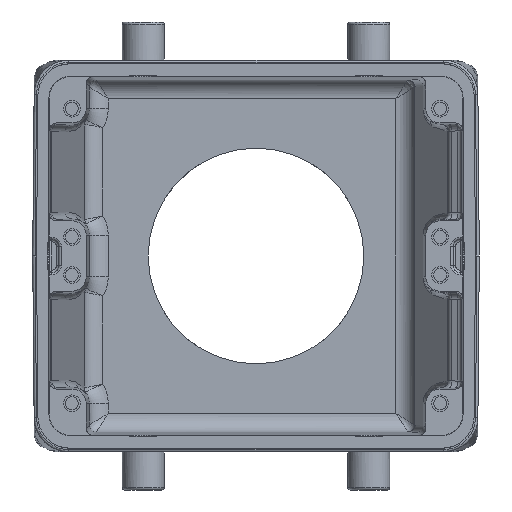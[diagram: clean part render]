
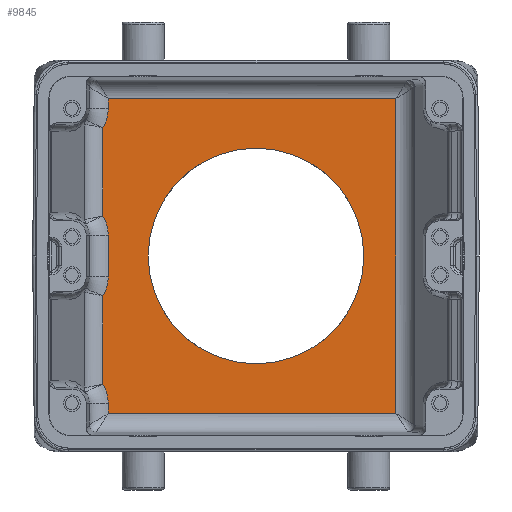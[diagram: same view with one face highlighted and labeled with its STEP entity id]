
A CAD part, front view. The second image highlights one B-rep face of the part: STEP entity #9845.
In plain terms, the highlighted planar face has unit normal (0, -1, 0).
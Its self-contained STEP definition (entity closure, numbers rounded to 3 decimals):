
#1203=CARTESIAN_POINT('',(-38.75,40.,-31.));
#1204=DIRECTION('',(0.,-1.,0.));
#1205=DIRECTION('',(1.,0.,0.));
#1206=AXIS2_PLACEMENT_3D('',#1203,#1204,#1205);
#1208=CARTESIAN_POINT('',(-38.75,40.,-4.4));
#1209=DIRECTION('',(0.,-1.,0.));
#1210=DIRECTION('',(0.853,0.,-0.521));
#1211=AXIS2_PLACEMENT_3D('',#1208,#1209,#1210);
#1213=CARTESIAN_POINT('',(-38.75,40.,4.4));
#1214=DIRECTION('',(0.,-1.,0.));
#1215=DIRECTION('',(1.,0.,0.));
#1216=AXIS2_PLACEMENT_3D('',#1213,#1214,#1215);
#1218=CARTESIAN_POINT('',(-38.75,40.,31.));
#1219=DIRECTION('',(0.,-1.,0.));
#1220=DIRECTION('',(0.853,0.,-0.521));
#1221=AXIS2_PLACEMENT_3D('',#1218,#1219,#1220);
#1223=CARTESIAN_POINT('',(0.,40.,0.));
#1224=DIRECTION('',(0.,-1.,0.));
#1225=DIRECTION('',(1.,0.,0.));
#1226=AXIS2_PLACEMENT_3D('',#1223,#1224,#1225);
#1228=CARTESIAN_POINT('',(0.,40.,0.));
#1229=DIRECTION('',(0.,-1.,0.));
#1230=DIRECTION('',(-1.,0.,0.));
#1231=AXIS2_PLACEMENT_3D('',#1228,#1229,#1230);
#1248=DIRECTION('',(-1.,0.,0.));
#1249=VECTOR('',#1248,60.552);
#1250=CARTESIAN_POINT('',(29.448,40.,33.104));
#1251=LINE('',#1250,#1249);
#1281=DIRECTION('',(0.,0.,1.));
#1282=VECTOR('',#1281,66.208);
#1283=CARTESIAN_POINT('',(29.448,40.,-33.104));
#1284=LINE('',#1283,#1282);
#1314=DIRECTION('',(1.,0.,0.));
#1315=VECTOR('',#1314,60.552);
#1316=CARTESIAN_POINT('',(-31.104,40.,-33.104));
#1317=LINE('',#1316,#1315);
#3119=DIRECTION('',(0.,0.,-1.));
#3120=VECTOR('',#3119,8.8);
#3121=CARTESIAN_POINT('',(-31.104,40.,4.4));
#3122=LINE('',#3121,#3120);
#3447=DIRECTION('',(0.,0.,-1.));
#3448=VECTOR('',#3447,2.104);
#3449=CARTESIAN_POINT('',(-31.104,40.,-31.));
#3450=LINE('',#3449,#3448);
#3518=DIRECTION('',(0.,0.,-1.));
#3519=VECTOR('',#3518,18.63);
#3520=CARTESIAN_POINT('',(-32.225,40.,-8.385));
#3521=LINE('',#3520,#3519);
#3714=DIRECTION('',(0.,0.,-1.));
#3715=VECTOR('',#3714,18.63);
#3716=CARTESIAN_POINT('',(-32.225,40.,27.015));
#3717=LINE('',#3716,#3715);
#3729=DIRECTION('',(0.,0.,-1.));
#3730=VECTOR('',#3729,2.104);
#3731=CARTESIAN_POINT('',(-31.104,40.,33.104));
#3732=LINE('',#3731,#3730);
#7080=CARTESIAN_POINT('',(-22.7,40.,0.));
#7081=VERTEX_POINT('',#7080);
#7082=CARTESIAN_POINT('',(22.7,40.,0.));
#7083=VERTEX_POINT('',#7082);
#7084=CARTESIAN_POINT('',(29.448,40.,33.104));
#7085=CARTESIAN_POINT('',(-31.104,40.,33.104));
#7086=VERTEX_POINT('',#7084);
#7087=VERTEX_POINT('',#7085);
#7088=CARTESIAN_POINT('',(29.448,40.,-33.104));
#7089=VERTEX_POINT('',#7088);
#7090=CARTESIAN_POINT('',(-31.104,40.,-33.104));
#7091=VERTEX_POINT('',#7090);
#7092=CARTESIAN_POINT('',(-31.104,40.,-31.));
#7093=VERTEX_POINT('',#7092);
#7094=CARTESIAN_POINT('',(-32.225,40.,-27.015));
#7095=VERTEX_POINT('',#7094);
#7096=CARTESIAN_POINT('',(-32.225,40.,-8.385));
#7097=VERTEX_POINT('',#7096);
#7098=CARTESIAN_POINT('',(-31.104,40.,-4.4));
#7099=VERTEX_POINT('',#7098);
#7100=CARTESIAN_POINT('',(-31.104,40.,4.4));
#7101=VERTEX_POINT('',#7100);
#7102=CARTESIAN_POINT('',(-32.225,40.,8.385));
#7103=VERTEX_POINT('',#7102);
#7104=CARTESIAN_POINT('',(-32.225,40.,27.015));
#7105=VERTEX_POINT('',#7104);
#7106=CARTESIAN_POINT('',(-31.104,40.,31.));
#7107=VERTEX_POINT('',#7106);
#9810=CARTESIAN_POINT('',(32.925,40.,-37.75));
#9811=DIRECTION('',(0.,1.,0.));
#9812=DIRECTION('',(-1.,0.,0.));
#9813=AXIS2_PLACEMENT_3D('',#9810,#9811,#9812);
#9814=PLANE('',#9813);
#9816=ORIENTED_EDGE('',*,*,#9815,.F.);
#9818=ORIENTED_EDGE('',*,*,#9817,.F.);
#9820=ORIENTED_EDGE('',*,*,#9819,.F.);
#9822=ORIENTED_EDGE('',*,*,#9821,.F.);
#9824=ORIENTED_EDGE('',*,*,#9823,.T.);
#9826=ORIENTED_EDGE('',*,*,#9825,.F.);
#9828=ORIENTED_EDGE('',*,*,#9827,.T.);
#9830=ORIENTED_EDGE('',*,*,#9829,.F.);
#9832=ORIENTED_EDGE('',*,*,#9831,.T.);
#9834=ORIENTED_EDGE('',*,*,#9833,.F.);
#9836=ORIENTED_EDGE('',*,*,#9835,.T.);
#9838=ORIENTED_EDGE('',*,*,#9837,.F.);
#9839=EDGE_LOOP('',(#9816,#9818,#9820,#9822,#9824,#9826,#9828,#9830,#9832,#9834,
#9836,#9838));
#9840=FACE_OUTER_BOUND('',#9839,.F.);
#9841=ORIENTED_EDGE('',*,*,#9790,.T.);
#9842=ORIENTED_EDGE('',*,*,#9804,.T.);
#9843=EDGE_LOOP('',(#9841,#9842));
#9844=FACE_BOUND('',#9843,.F.);
#9845=ADVANCED_FACE('',(#9840,#9844),#9814,.F.);
#1207=CIRCLE('',#1206,7.646);
#1212=CIRCLE('',#1211,7.646);
#1217=CIRCLE('',#1216,7.646);
#1222=CIRCLE('',#1221,7.646);
#1227=CIRCLE('',#1226,22.7);
#1232=CIRCLE('',#1231,22.7);
#9790=EDGE_CURVE('',#7083,#7081,#1227,.T.);
#9804=EDGE_CURVE('',#7081,#7083,#1232,.T.);
#9815=EDGE_CURVE('',#7086,#7087,#1251,.T.);
#9817=EDGE_CURVE('',#7089,#7086,#1284,.T.);
#9819=EDGE_CURVE('',#7091,#7089,#1317,.T.);
#9821=EDGE_CURVE('',#7093,#7091,#3450,.T.);
#9823=EDGE_CURVE('',#7093,#7095,#1207,.T.);
#9825=EDGE_CURVE('',#7097,#7095,#3521,.T.);
#9827=EDGE_CURVE('',#7097,#7099,#1212,.T.);
#9829=EDGE_CURVE('',#7101,#7099,#3122,.T.);
#9831=EDGE_CURVE('',#7101,#7103,#1217,.T.);
#9833=EDGE_CURVE('',#7105,#7103,#3717,.T.);
#9835=EDGE_CURVE('',#7105,#7107,#1222,.T.);
#9837=EDGE_CURVE('',#7087,#7107,#3732,.T.);
